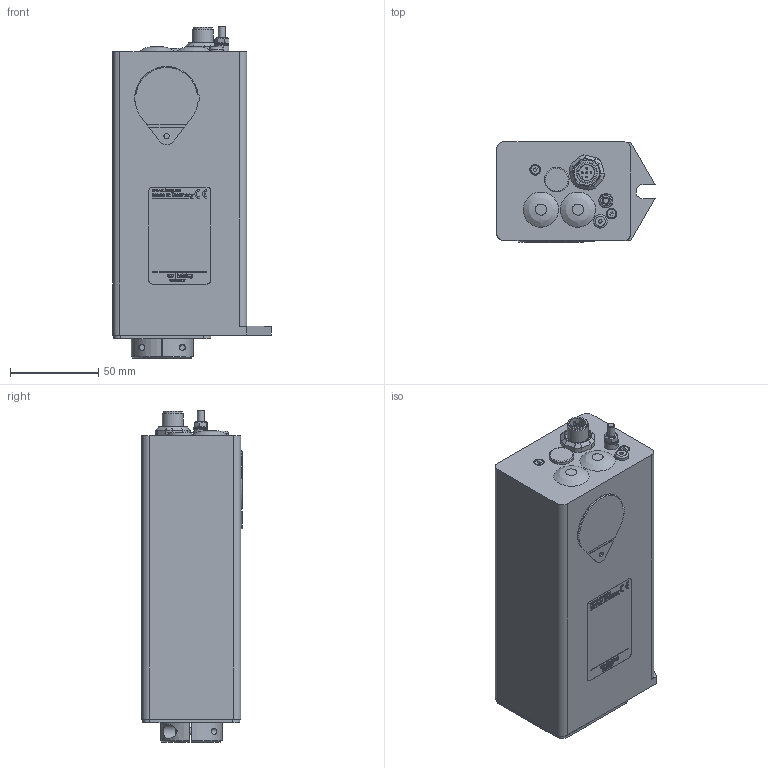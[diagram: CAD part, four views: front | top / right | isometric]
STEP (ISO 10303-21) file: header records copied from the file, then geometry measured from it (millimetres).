
FILE_DESCRIPTION(/* description */ (''),/* implementation_level */ '2;1');
FILE_NAME(/* name */ '7300.014033A_PSE3310;25-14-IO.stp',/* time_stamp */ '2021-08-19T13:26:01+02:00',/* author */ ('mzabek'),/* organization */ (''),/* preprocessor_version */ 'ST-DEVELOPER v18.1',/* originating_system */ 'Autodesk Inventor 2021',/* authorisation */ '');
FILE_SCHEMA (('AUTOMOTIVE_DESIGN { 1 0 10303 214 3 1 1 }'));
Length unit declared in the file: millimetre
Products named in the file (1): ENG-108790.014033_Shrinkwrap_1
Bounding box: 89.86 x 57.2 x 188.5 mm (x, y, z)
Volume: 701646.8 mm3; surface area: 58421.6 mm2
Topology: 1 solids, 1 shells, 1297 faces, 3501 edges, 2303 vertices
Faces by surface type: plane 726, bspline 374, cylinder 128, cone 34, torus 23, sphere 12
Full cylindrical faces by diameter (mm): 1 x5, 2 x1, 3 x1, 3.459 x2, 4 x4, 4.5 x2, 5.5 x4, 6 x4, 7 x2, 7.7 x1, 8 x4, 9 x1, 11 x2, 12 x2, 14 x2, 14.376 x1, 14.4 x1
Entity records: 44706 total; most frequent: CARTESIAN_POINT 13182, ORIENTED_EDGE 6966, DIRECTION 4856, EDGE_CURVE 3483, VERTEX_POINT 2303, LINE 2216, VECTOR 2216, EDGE_LOOP 1436
